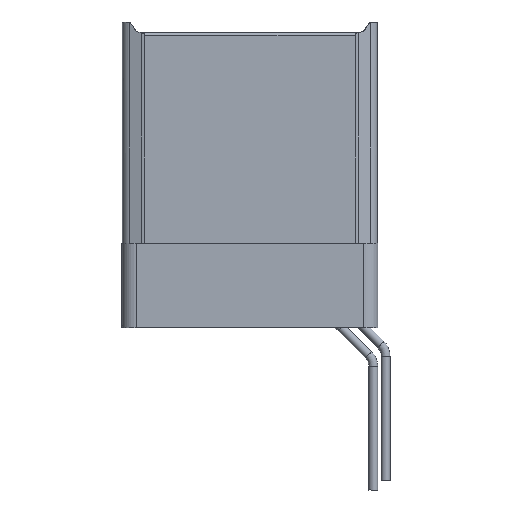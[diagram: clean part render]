
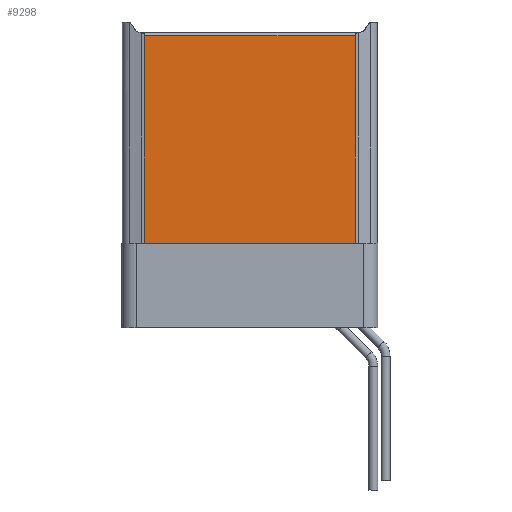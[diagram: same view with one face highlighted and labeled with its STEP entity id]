
A CAD part, front view. The second image highlights one B-rep face of the part: STEP entity #9298.
In plain terms, the highlighted planar face has unit normal (0, -1, 0).
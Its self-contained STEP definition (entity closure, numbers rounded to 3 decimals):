
#966=PLANE('',#9954);
#1192=FACE_OUTER_BOUND('',#1726,.T.);
#1726=EDGE_LOOP('',(#6513,#6514,#6515,#6516));
#2306=LINE('',#12079,#3088);
#2308=LINE('',#12215,#3090);
#2310=LINE('',#12223,#3092);
#2311=LINE('',#12224,#3093);
#3088=VECTOR('',#10482,22.8);
#3090=VECTOR('',#10494,22.8);
#3092=VECTOR('',#10502,22.8);
#3093=VECTOR('',#10503,22.8);
#3981=VERTEX_POINT('',#12076);
#3982=VERTEX_POINT('',#12078);
#3988=VERTEX_POINT('',#12214);
#3991=VERTEX_POINT('',#12222);
#4965=EDGE_CURVE('',#3981,#3982,#2306,.T.);
#4974=EDGE_CURVE('',#3982,#3988,#2308,.T.);
#4978=EDGE_CURVE('',#3991,#3981,#2310,.T.);
#4979=EDGE_CURVE('',#3988,#3991,#2311,.T.);
#6513=ORIENTED_EDGE('',*,*,#4965,.F.);
#6514=ORIENTED_EDGE('',*,*,#4978,.F.);
#6515=ORIENTED_EDGE('',*,*,#4979,.F.);
#6516=ORIENTED_EDGE('',*,*,#4974,.F.);
#9298=ADVANCED_FACE('',(#1192),#966,.T.);
#9954=AXIS2_PLACEMENT_3D('',#12221,#10500,#10501);
#10482=DIRECTION('',(1.,0.,0.));
#10494=DIRECTION('',(0.,0.,-1.));
#10500=DIRECTION('center_axis',(0.,-1.,0.));
#10501=DIRECTION('ref_axis',(1.,0.,0.));
#10502=DIRECTION('',(0.,0.,1.));
#10503=DIRECTION('',(-1.,0.,0.));
#12076=CARTESIAN_POINT('',(-41.766,-9.025,80.69));
#12078=CARTESIAN_POINT('',(16.678,-9.025,80.69));
#12079=CARTESIAN_POINT('',(-14.597,-9.025,80.69));
#12214=CARTESIAN_POINT('',(16.678,-9.025,15.596));
#12215=CARTESIAN_POINT('',(16.678,-9.025,0.32));
#12221=CARTESIAN_POINT('Origin',(-47.884,-9.025,0.32));
#12222=CARTESIAN_POINT('',(-41.766,-9.025,15.596));
#12223=CARTESIAN_POINT('',(-41.766,-9.025,0.32));
#12224=CARTESIAN_POINT('',(-47.884,-9.025,15.596));
